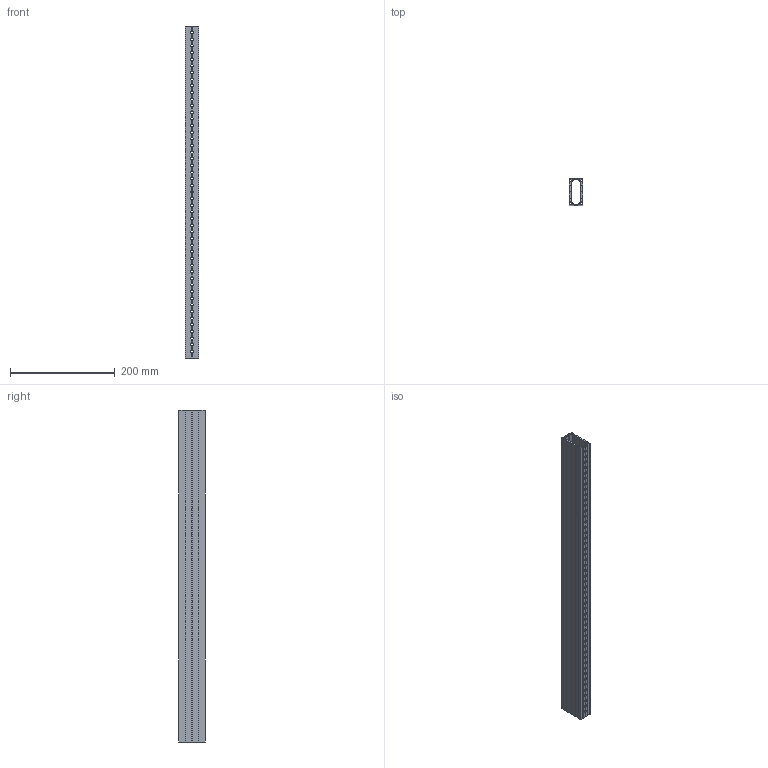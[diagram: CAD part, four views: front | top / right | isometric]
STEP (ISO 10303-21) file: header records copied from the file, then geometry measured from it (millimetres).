
FILE_DESCRIPTION(/* description */ (''),/* implementation_level */ '2;1');
FILE_NAME(/* name */ 'UnderSupport2x1FrontBack.step',/* time_stamp */ '2023-01-17T19:11:16-08:00',/* author */ (''),/* organization */ (''),/* preprocessor_version */ 'ST-DEVELOPER v19.2',/* originating_system */ 'Autodesk Translation Framework v11.17.0.187',/* authorisation */ '');
FILE_SCHEMA (('AUTOMOTIVE_DESIGN { 1 0 10303 214 3 1 1 }'));
Length unit declared in the file: inch
Products named in the file (1): Extruded2x1x25 v1 (1)
Bounding box: 25.4 x 50.8 x 635 mm (x, y, z)
Volume: 216790.6 mm3; surface area: 224903.9 mm2
Topology: 1 solids, 1 shells, 393 faces, 1372 edges, 882 vertices
Faces by surface type: plane 261, cylinder 132
Full cylindrical faces by diameter (mm): 5 x98
Entity records: 15529 total; most frequent: DIRECTION 2920, ORIENTED_EDGE 2744, CARTESIAN_POINT 2648, EDGE_CURVE 1372, AXIS2_PLACEMENT_3D 1154, VERTEX_POINT 882, CIRCLE 760, LINE 612
